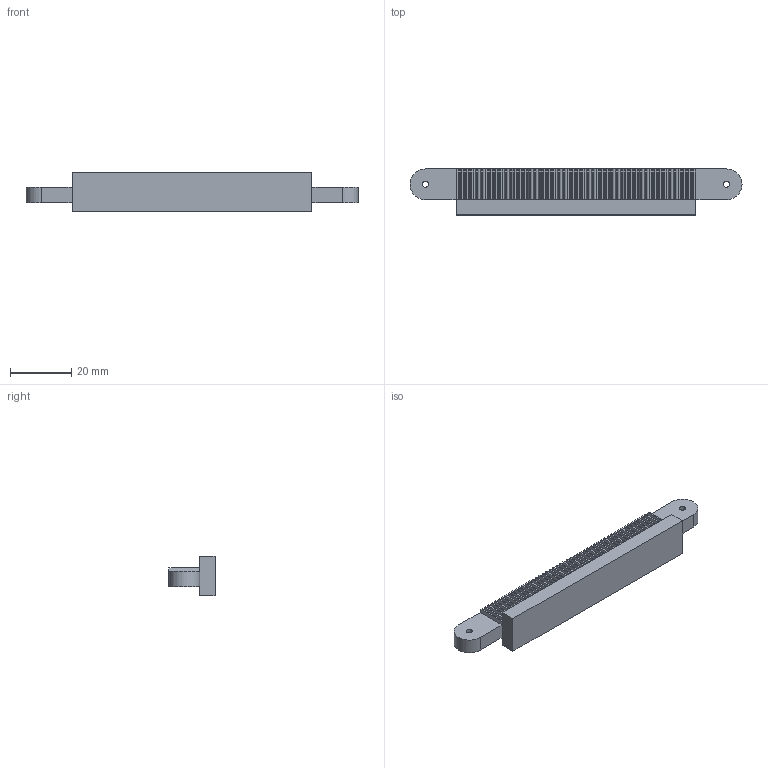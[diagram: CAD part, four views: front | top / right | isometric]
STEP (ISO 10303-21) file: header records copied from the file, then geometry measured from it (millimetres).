
FILE_DESCRIPTION(/* description */ (''),/* implementation_level */ '2;1');
FILE_NAME(/* name */ 'steering rack v2.step',/* time_stamp */ '2025-05-21T10:59:46-07:00',/* author */ (''),/* organization */ (''),/* preprocessor_version */ 'ST-DEVELOPER v20.1',/* originating_system */ 'Autodesk Translation Framework v14.10.0.0',/* authorisation */ '');
FILE_SCHEMA (('AUTOMOTIVE_DESIGN { 1 0 10303 214 3 1 1 }'));
Length unit declared in the file: millimetre
Products named in the file (2): steering rack; Component1
Assembly tree (1 placements, depth 2):
  steering rack
    Component1
Bounding box: 108.08 x 15 x 13 mm (x, y, z)
Volume: 10800.2 mm3; surface area: 6337.8 mm2
Topology: 1 solids, 1 shells, 216 faces, 636 edges, 422 vertices
Faces by surface type: plane 212, cylinder 4
Full cylindrical faces by diameter (mm): 2 x2
Entity records: 7101 total; most frequent: CARTESIAN_POINT 1277, ORIENTED_EDGE 1272, DIRECTION 1082, EDGE_CURVE 636, LINE 628, VECTOR 628, VERTEX_POINT 422, AXIS2_PLACEMENT_3D 227
